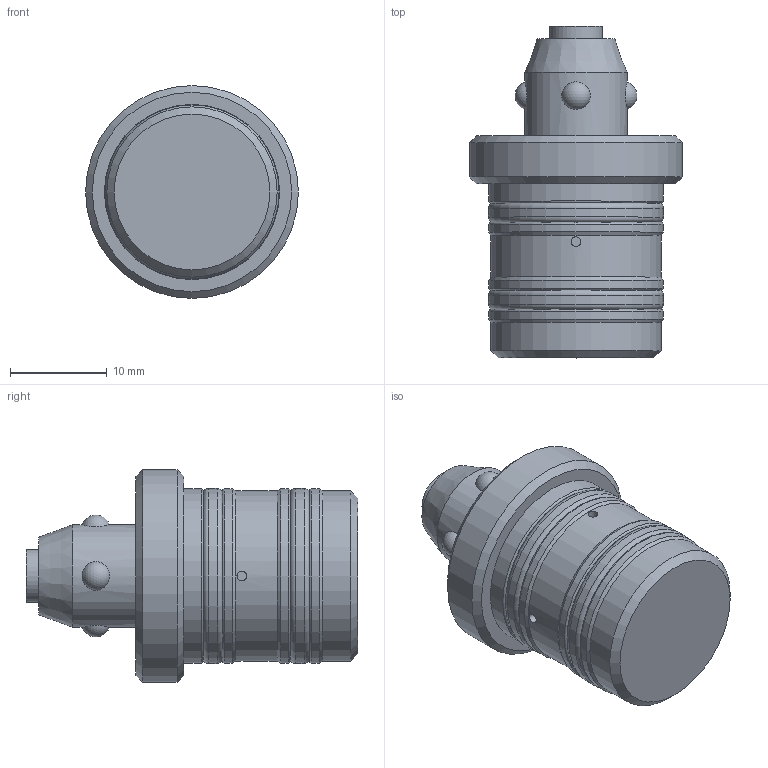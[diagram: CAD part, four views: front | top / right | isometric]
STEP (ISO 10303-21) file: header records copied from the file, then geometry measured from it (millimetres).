
FILE_DESCRIPTION( ( 'STEP AP214' ), '1' );
FILE_NAME( 'AMF561989.stp', '2020-03-30T09:01:01', ( 'License CC BY-ND 4.0' ), ( 'CADENAS' ), ' ', 'PARTsolutions', ' ' );
FILE_SCHEMA( ( 'AUTOMOTIVE_DESIGN { 1 0 10303 214 1 1 1 1 }' ) );
Length unit declared in the file: millimetre
Products named in the file (1): _AMF561989
Bounding box: 22 x 34.3 x 22 mm (x, y, z)
Volume: 7141.4 mm3; surface area: 2694.3 mm2
Topology: 1 solids, 5 shells, 71 faces, 140 edges, 88 vertices
Faces by surface type: cylinder 23, plane 17, torus 16, cone 11, sphere 4
Full cylindrical faces by diameter (mm): 1 x4, 2.3 x4, 5.4 x1, 10.6 x1, 15.8 x4, 17.6 x2, 18 x4, 18.1 x2, 22 x1
Entity records: 2262 total; most frequent: CARTESIAN_POINT 480, DIRECTION 268, EDGE_LOOP 140, ORIENTED_EDGE 140, AXIS2_PLACEMENT_3D 134, FACE_OUTER_BOUND 110, VERTEX_POINT 74, STYLED_ITEM 71
